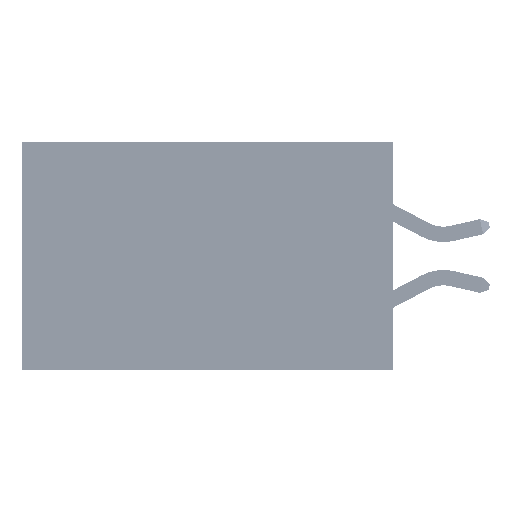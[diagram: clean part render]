
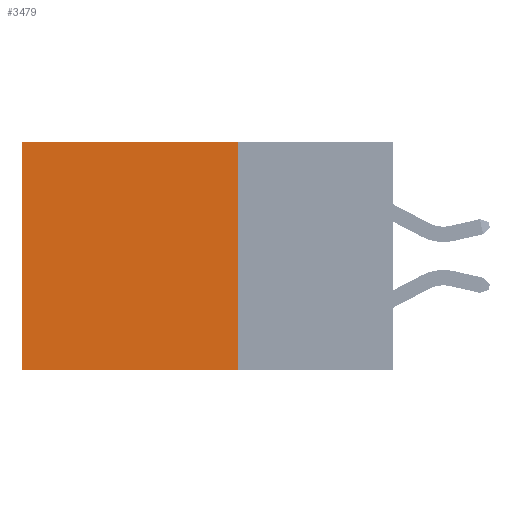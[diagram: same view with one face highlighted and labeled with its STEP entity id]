
A CAD part, left-side view. The second image highlights one B-rep face of the part: STEP entity #3479.
In plain terms, the highlighted planar face has unit normal (-1, 0, 0).
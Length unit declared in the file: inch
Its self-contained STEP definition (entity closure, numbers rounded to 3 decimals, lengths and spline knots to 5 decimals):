
#2842 = LINE ( 'NONE', #17457, #29412 ) ;
#3355 = DIRECTION ( 'NONE',  ( 0., 1., 0. ) ) ;
#3370 = CARTESIAN_POINT ( 'NONE',  ( 0.2875, 0.6, 0. ) ) ;
#3479 = ADVANCED_FACE ( 'NONE', ( #44174 ), #11365, .F. ) ;
#3622 = EDGE_CURVE ( 'NONE', #21196, #27406, #28466, .T. ) ;
#5205 = VECTOR ( 'NONE', #8813, 39.37008 ) ;
#6833 = DIRECTION ( 'NONE',  ( 0., 0., -1. ) ) ;
#7483 = ORIENTED_EDGE ( 'NONE', *, *, #15310, .T. ) ;
#8813 = DIRECTION ( 'NONE',  ( 0., 1., 0. ) ) ;
#11365 = PLANE ( 'NONE',  #20928 ) ;
#12841 = CARTESIAN_POINT ( 'NONE',  ( 0.2875, 0.25, -0.37 ) ) ;
#12880 = VERTEX_POINT ( 'NONE', #3370 ) ;
#13844 = DIRECTION ( 'NONE',  ( 0., 0., -1. ) ) ;
#15310 = EDGE_CURVE ( 'NONE', #28928, #12880, #35579, .T. ) ;
#15927 = EDGE_LOOP ( 'NONE', ( #19018, #37105, #26438, #7483 ) ) ;
#17457 = CARTESIAN_POINT ( 'NONE',  ( 0.2875, 0.6, 0. ) ) ;
#17470 = EDGE_CURVE ( 'NONE', #12880, #27406, #2842, .T. ) ;
#18292 = DIRECTION ( 'NONE',  ( 0., 0., -1. ) ) ;
#19018 = ORIENTED_EDGE ( 'NONE', *, *, #17470, .T. ) ;
#20928 = AXIS2_PLACEMENT_3D ( 'NONE', #35548, #39018, #18292 ) ;
#21196 = VERTEX_POINT ( 'NONE', #12841 ) ;
#23251 = CARTESIAN_POINT ( 'NONE',  ( 0.2875, 0.25, 0. ) ) ;
#26362 = VECTOR ( 'NONE', #3355, 39.37008 ) ;
#26438 = ORIENTED_EDGE ( 'NONE', *, *, #29680, .F. ) ;
#27406 = VERTEX_POINT ( 'NONE', #36395 ) ;
#28466 = LINE ( 'NONE', #29476, #5205 ) ;
#28928 = VERTEX_POINT ( 'NONE', #23251 ) ;
#29412 = VECTOR ( 'NONE', #13844, 39.37008 ) ;
#29476 = CARTESIAN_POINT ( 'NONE',  ( 0.2875, 0.25, -0.37 ) ) ;
#29680 = EDGE_CURVE ( 'NONE', #28928, #21196, #30985, .T. ) ;
#30985 = LINE ( 'NONE', #37809, #39104 ) ;
#31076 = CARTESIAN_POINT ( 'NONE',  ( 0.2875, 0.25, 0. ) ) ;
#35548 = CARTESIAN_POINT ( 'NONE',  ( 0.2875, 0.25, 0. ) ) ;
#35579 = LINE ( 'NONE', #31076, #26362 ) ;
#36395 = CARTESIAN_POINT ( 'NONE',  ( 0.2875, 0.6, -0.37 ) ) ;
#37105 = ORIENTED_EDGE ( 'NONE', *, *, #3622, .F. ) ;
#37809 = CARTESIAN_POINT ( 'NONE',  ( 0.2875, 0.25, 0. ) ) ;
#39018 = DIRECTION ( 'NONE',  ( 1., 0., 0. ) ) ;
#39104 = VECTOR ( 'NONE', #6833, 39.37008 ) ;
#44174 = FACE_OUTER_BOUND ( 'NONE', #15927, .T. ) ;
